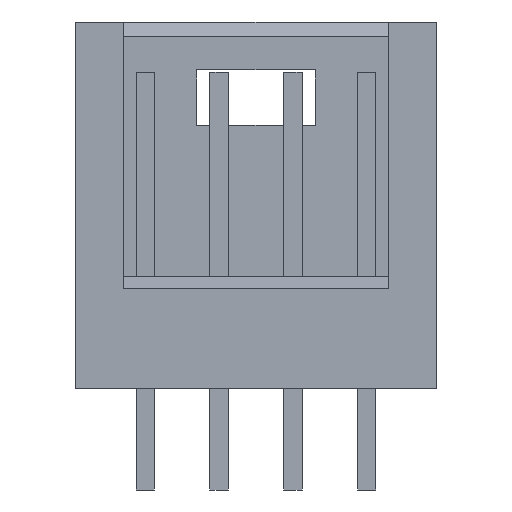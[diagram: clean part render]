
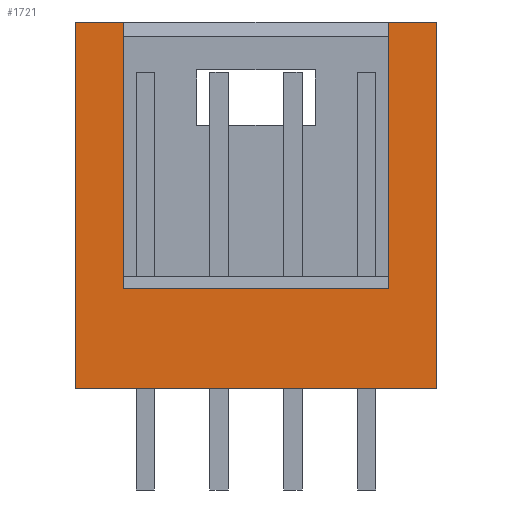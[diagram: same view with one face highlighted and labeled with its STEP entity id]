
A CAD part, front view. The second image highlights one B-rep face of the part: STEP entity #1721.
In plain terms, the highlighted planar face has unit normal (0, -1, 0).
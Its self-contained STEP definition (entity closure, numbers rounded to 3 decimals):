
#185=DIRECTION('',(1.,0.,0.));
#186=VECTOR('',#185,1.655);
#187=CARTESIAN_POINT('',(4.57,-2.21,0.));
#188=LINE('',#187,#186);
#193=DIRECTION('',(1.,0.,0.));
#194=VECTOR('',#193,1.655);
#195=CARTESIAN_POINT('',(-6.225,-2.21,0.));
#196=LINE('',#195,#194);
#421=DIRECTION('',(0.,0.,-1.));
#422=VECTOR('',#421,9.17);
#423=CARTESIAN_POINT('',(4.57,-2.21,0.));
#424=LINE('',#423,#422);
#425=DIRECTION('',(0.,0.,-1.));
#426=VECTOR('',#425,12.6);
#427=CARTESIAN_POINT('',(-6.225,-2.21,0.));
#428=LINE('',#427,#426);
#429=DIRECTION('',(0.,0.,-1.));
#430=VECTOR('',#429,9.17);
#431=CARTESIAN_POINT('',(-4.57,-2.21,0.));
#432=LINE('',#431,#430);
#433=DIRECTION('',(1.,0.,0.));
#434=VECTOR('',#433,9.14);
#435=CARTESIAN_POINT('',(-4.57,-2.21,-9.17));
#436=LINE('',#435,#434);
#449=DIRECTION('',(0.,0.,-1.));
#450=VECTOR('',#449,12.6);
#451=CARTESIAN_POINT('',(6.225,-2.21,0.));
#452=LINE('',#451,#450);
#485=DIRECTION('',(1.,0.,0.));
#486=VECTOR('',#485,12.45);
#487=CARTESIAN_POINT('',(-6.225,-2.21,-12.6));
#488=LINE('',#487,#486);
#1006=CARTESIAN_POINT('',(-6.225,-2.21,-12.6));
#1008=VERTEX_POINT('',#1006);
#1009=CARTESIAN_POINT('',(6.225,-2.21,-12.6));
#1010=VERTEX_POINT('',#1009);
#1013=CARTESIAN_POINT('',(-6.225,-2.21,0.));
#1014=VERTEX_POINT('',#1013);
#1015=CARTESIAN_POINT('',(6.225,-2.21,0.));
#1016=VERTEX_POINT('',#1015);
#1121=CARTESIAN_POINT('',(4.57,-2.21,0.));
#1123=VERTEX_POINT('',#1121);
#1125=CARTESIAN_POINT('',(-4.57,-2.21,0.));
#1127=VERTEX_POINT('',#1125);
#1129=CARTESIAN_POINT('',(4.57,-2.21,-9.17));
#1130=VERTEX_POINT('',#1129);
#1131=CARTESIAN_POINT('',(-4.57,-2.21,-9.17));
#1132=VERTEX_POINT('',#1131);
#1702=CARTESIAN_POINT('',(-6.225,-2.21,0.));
#1703=DIRECTION('',(0.,-1.,0.));
#1704=DIRECTION('',(1.,0.,0.));
#1705=AXIS2_PLACEMENT_3D('',#1702,#1703,#1704);
#1706=PLANE('',#1705);
#1707=ORIENTED_EDGE('',*,*,#1692,.F.);
#1708=ORIENTED_EDGE('',*,*,#1324,.T.);
#1710=ORIENTED_EDGE('',*,*,#1709,.T.);
#1712=ORIENTED_EDGE('',*,*,#1711,.F.);
#1713=ORIENTED_EDGE('',*,*,#1361,.F.);
#1714=ORIENTED_EDGE('',*,*,#1336,.T.);
#1716=ORIENTED_EDGE('',*,*,#1715,.T.);
#1718=ORIENTED_EDGE('',*,*,#1717,.T.);
#1719=EDGE_LOOP('',(#1707,#1708,#1710,#1712,#1713,#1714,#1716,#1718));
#1720=FACE_OUTER_BOUND('',#1719,.F.);
#1721=ADVANCED_FACE('',(#1720),#1706,.T.);
#1324=EDGE_CURVE('',#1123,#1016,#188,.T.);
#1336=EDGE_CURVE('',#1014,#1127,#196,.T.);
#1361=EDGE_CURVE('',#1014,#1008,#428,.T.);
#1692=EDGE_CURVE('',#1123,#1130,#424,.T.);
#1709=EDGE_CURVE('',#1016,#1010,#452,.T.);
#1711=EDGE_CURVE('',#1008,#1010,#488,.T.);
#1715=EDGE_CURVE('',#1127,#1132,#432,.T.);
#1717=EDGE_CURVE('',#1132,#1130,#436,.T.);
